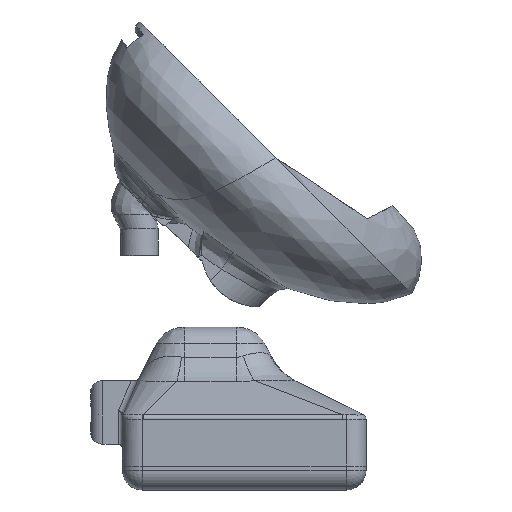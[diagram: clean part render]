
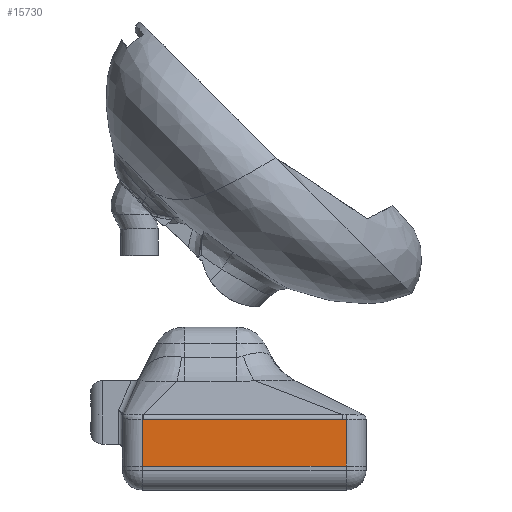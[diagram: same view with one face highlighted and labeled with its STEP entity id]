
A CAD part, front view. The second image highlights one B-rep face of the part: STEP entity #15730.
In plain terms, the highlighted planar face has unit normal (0, -1, 0).
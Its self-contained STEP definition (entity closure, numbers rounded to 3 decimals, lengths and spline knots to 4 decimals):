
#776=ELLIPSE('',#16605,0.1244,0.0355);
#796=ELLIPSE('',#16727,0.1013,0.014);
#1287=PLANE('',#16728);
#1989=FACE_OUTER_BOUND('',#2888,.T.);
#2888=EDGE_LOOP('',(#13710,#13711,#13712,#13713,#13714,#13715));
#4393=LINE('',#24929,#5965);
#4405=LINE('',#25028,#5977);
#4410=LINE('',#25411,#5982);
#4498=LINE('',#27551,#6070);
#5965=VECTOR('',#19414,2.0164);
#5977=VECTOR('',#19444,0.5053);
#5982=VECTOR('',#19463,1.9691);
#6070=VECTOR('',#19785,0.504);
#7552=VERTEX_POINT('',#24914);
#7559=VERTEX_POINT('',#24927);
#7576=VERTEX_POINT('',#24965);
#7588=VERTEX_POINT('',#25404);
#7590=VERTEX_POINT('',#25410);
#7704=VERTEX_POINT('',#27501);
#9560=EDGE_CURVE('',#7559,#7552,#4393,.T.);
#9580=EDGE_CURVE('',#7552,#7576,#4405,.T.);
#9594=EDGE_CURVE('',#7576,#7588,#776,.T.);
#9597=EDGE_CURVE('',#7588,#7590,#4410,.T.);
#9781=EDGE_CURVE('',#7704,#7559,#4498,.T.);
#9788=EDGE_CURVE('',#7590,#7704,#796,.T.);
#13710=ORIENTED_EDGE('',*,*,#9788,.F.);
#13711=ORIENTED_EDGE('',*,*,#9597,.F.);
#13712=ORIENTED_EDGE('',*,*,#9594,.F.);
#13713=ORIENTED_EDGE('',*,*,#9580,.F.);
#13714=ORIENTED_EDGE('',*,*,#9560,.F.);
#13715=ORIENTED_EDGE('',*,*,#9781,.F.);
#15730=ADVANCED_FACE('',(#1989),#1287,.T.);
#16605=AXIS2_PLACEMENT_3D('',#25405,#19456,#19457);
#16727=AXIS2_PLACEMENT_3D('',#27838,#19790,#19791);
#16728=AXIS2_PLACEMENT_3D('',#27839,#19792,#19793);
#19414=DIRECTION('',(-1.,0.,0.));
#19444=DIRECTION('',(0.,0.,1.));
#19456=DIRECTION('center_axis',(0.,1.,0.));
#19457=DIRECTION('ref_axis',(0.992,0.,0.123));
#19463=DIRECTION('',(1.,0.,0.));
#19785=DIRECTION('',(0.,0.,-1.));
#19790=DIRECTION('center_axis',(0.,1.,0.));
#19791=DIRECTION('ref_axis',(0.992,0.,-0.129));
#19792=DIRECTION('center_axis',(0.,-1.,0.));
#19793=DIRECTION('ref_axis',(1.,0.,0.));
#24914=CARTESIAN_POINT('',(-1.0551,-1.1472,-0.0618));
#24927=CARTESIAN_POINT('',(0.9613,-1.1472,-0.0618));
#24929=CARTESIAN_POINT('',(0.9613,-1.1472,-0.0618));
#24965=CARTESIAN_POINT('',(-1.0551,-1.1472,0.4435));
#25028=CARTESIAN_POINT('',(-1.0551,-1.1472,-0.0618));
#25404=CARTESIAN_POINT('',(-1.0419,-1.1472,0.4437));
#25405=CARTESIAN_POINT('Origin',(-1.0872,-1.1472,0.4053));
#25410=CARTESIAN_POINT('',(0.9272,-1.1472,0.4437));
#25411=CARTESIAN_POINT('',(-1.0419,-1.1472,0.4437));
#27501=CARTESIAN_POINT('',(0.9613,-1.1472,0.4422));
#27551=CARTESIAN_POINT('',(0.9613,-1.1472,0.4422));
#27838=CARTESIAN_POINT('Origin',(0.9949,-1.1472,0.4246));
#27839=CARTESIAN_POINT('Origin',(-1.0551,-1.1472,0.0394));
